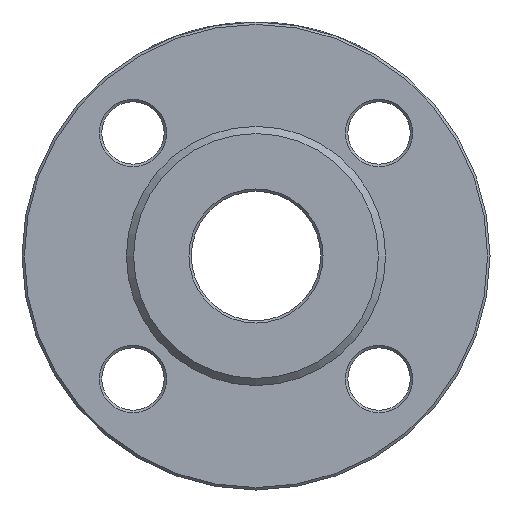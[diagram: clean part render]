
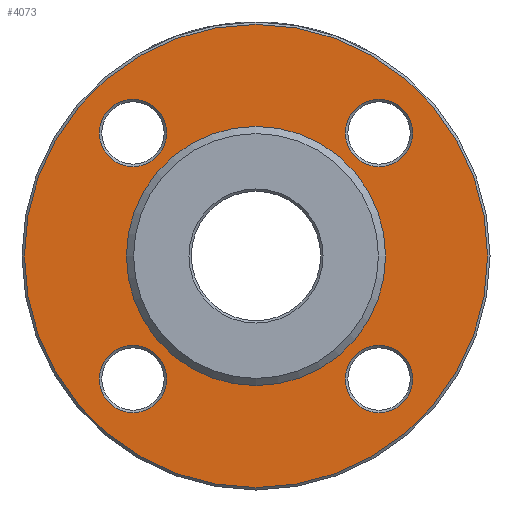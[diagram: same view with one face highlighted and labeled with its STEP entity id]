
A CAD part, left-side view. The second image highlights one B-rep face of the part: STEP entity #4073.
In plain terms, the highlighted planar face has unit normal (-1, 0, 0).
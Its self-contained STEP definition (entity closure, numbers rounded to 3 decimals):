
#82 = EDGE_LOOP ( 'NONE', ( #973 ) ) ;
#240 = EDGE_LOOP ( 'NONE', ( #1560 ) ) ;
#352 = ORIENTED_EDGE ( 'NONE', *, *, #3811, .T. ) ;
#391 = DIRECTION ( 'NONE',  ( -1., 0., 0. ) ) ;
#392 = DIRECTION ( 'NONE',  ( 1., 0., 0. ) ) ;
#411 = DIRECTION ( 'NONE',  ( 0., 1., 0. ) ) ;
#451 = DIRECTION ( 'NONE',  ( 0., 0., 1. ) ) ;
#472 = EDGE_CURVE ( 'NONE', #2962, #2962, #1967, .T. ) ;
#501 = DIRECTION ( 'NONE',  ( 1., 0., 0. ) ) ;
#589 = CARTESIAN_POINT ( 'NONE',  ( 3., -51.265, 51.265 ) ) ;
#728 = DIRECTION ( 'NONE',  ( 1., 0., 0. ) ) ;
#748 = VERTEX_POINT ( 'NONE', #4769 ) ;
#771 = CARTESIAN_POINT ( 'NONE',  ( 3., -51.265, -51.265 ) ) ;
#779 = VERTEX_POINT ( 'NONE', #4856 ) ;
#783 = EDGE_LOOP ( 'NONE', ( #352 ) ) ;
#797 = EDGE_CURVE ( 'NONE', #748, #748, #4997, .T. ) ;
#810 = ORIENTED_EDGE ( 'NONE', *, *, #4426, .T. ) ;
#926 = CIRCLE ( 'NONE', #4910, 96.5 ) ;
#973 = ORIENTED_EDGE ( 'NONE', *, *, #797, .F. ) ;
#1000 = AXIS2_PLACEMENT_3D ( 'NONE', #3071, #391, #451 ) ;
#1023 = CIRCLE ( 'NONE', #5008, 14. ) ;
#1120 = CARTESIAN_POINT ( 'NONE',  ( 3., 54., 0. ) ) ;
#1233 = VERTEX_POINT ( 'NONE', #3047 ) ;
#1560 = ORIENTED_EDGE ( 'NONE', *, *, #472, .T. ) ;
#1715 = VERTEX_POINT ( 'NONE', #5327 ) ;
#1768 = DIRECTION ( 'NONE',  ( 0., 0., -1. ) ) ;
#1967 = CIRCLE ( 'NONE', #5738, 14. ) ;
#2042 = VERTEX_POINT ( 'NONE', #4059 ) ;
#2068 = CIRCLE ( 'NONE', #5380, 14. ) ;
#2131 = ORIENTED_EDGE ( 'NONE', *, *, #3661, .T. ) ;
#2163 = EDGE_LOOP ( 'NONE', ( #2131 ) ) ;
#2463 = PLANE ( 'NONE',  #2742 ) ;
#2492 = FACE_OUTER_BOUND ( 'NONE', #783, .T. ) ;
#2592 = DIRECTION ( 'NONE',  ( 1., 0., 0. ) ) ;
#2742 = AXIS2_PLACEMENT_3D ( 'NONE', #1120, #4299, #4360 ) ;
#2887 = DIRECTION ( 'NONE',  ( 0., 0., 1. ) ) ;
#2938 = FACE_BOUND ( 'NONE', #4859, .T. ) ;
#2962 = VERTEX_POINT ( 'NONE', #3432 ) ;
#2965 = FACE_BOUND ( 'NONE', #2163, .T. ) ;
#3023 = EDGE_LOOP ( 'NONE', ( #810 ) ) ;
#3047 = CARTESIAN_POINT ( 'NONE',  ( 3., 0., -96.5 ) ) ;
#3071 = CARTESIAN_POINT ( 'NONE',  ( 3., 0., 0. ) ) ;
#3072 = DIRECTION ( 'NONE',  ( 0., -1., 0. ) ) ;
#3105 = CARTESIAN_POINT ( 'NONE',  ( 3., 51.265, -51.265 ) ) ;
#3392 = AXIS2_PLACEMENT_3D ( 'NONE', #771, #2592, #3072 ) ;
#3432 = CARTESIAN_POINT ( 'NONE',  ( 3., 65.265, 51.265 ) ) ;
#3661 = EDGE_CURVE ( 'NONE', #779, #779, #1023, .T. ) ;
#3811 = EDGE_CURVE ( 'NONE', #1233, #1233, #926, .T. ) ;
#4059 = CARTESIAN_POINT ( 'NONE',  ( 3., 51.265, -65.265 ) ) ;
#4073 = ADVANCED_FACE ( 'NONE', ( #5156, #2965, #5242, #2938, #2492, #5125 ), #2463, .F. ) ;
#4299 = DIRECTION ( 'NONE',  ( 1., 0., 0. ) ) ;
#4306 = DIRECTION ( 'NONE',  ( -1., 0., 0. ) ) ;
#4360 = DIRECTION ( 'NONE',  ( 0., 0., -1. ) ) ;
#4426 = EDGE_CURVE ( 'NONE', #1715, #1715, #5096, .T. ) ;
#4560 = EDGE_CURVE ( 'NONE', #2042, #2042, #2068, .T. ) ;
#4751 = CARTESIAN_POINT ( 'NONE',  ( 3., 0., 0. ) ) ;
#4769 = CARTESIAN_POINT ( 'NONE',  ( 3., 0., 54. ) ) ;
#4856 = CARTESIAN_POINT ( 'NONE',  ( 3., -51.265, 65.265 ) ) ;
#4859 = EDGE_LOOP ( 'NONE', ( #5429 ) ) ;
#4865 = CARTESIAN_POINT ( 'NONE',  ( 3., 51.265, 51.265 ) ) ;
#4910 = AXIS2_PLACEMENT_3D ( 'NONE', #4751, #4306, #5747 ) ;
#4997 = CIRCLE ( 'NONE', #1000, 54. ) ;
#5008 = AXIS2_PLACEMENT_3D ( 'NONE', #589, #501, #2887 ) ;
#5096 = CIRCLE ( 'NONE', #3392, 14. ) ;
#5125 = FACE_BOUND ( 'NONE', #82, .T. ) ;
#5156 = FACE_BOUND ( 'NONE', #3023, .T. ) ;
#5242 = FACE_BOUND ( 'NONE', #240, .T. ) ;
#5327 = CARTESIAN_POINT ( 'NONE',  ( 3., -65.265, -51.265 ) ) ;
#5380 = AXIS2_PLACEMENT_3D ( 'NONE', #3105, #392, #1768 ) ;
#5429 = ORIENTED_EDGE ( 'NONE', *, *, #4560, .T. ) ;
#5738 = AXIS2_PLACEMENT_3D ( 'NONE', #4865, #728, #411 ) ;
#5747 = DIRECTION ( 'NONE',  ( 0., 0., -1. ) ) ;
